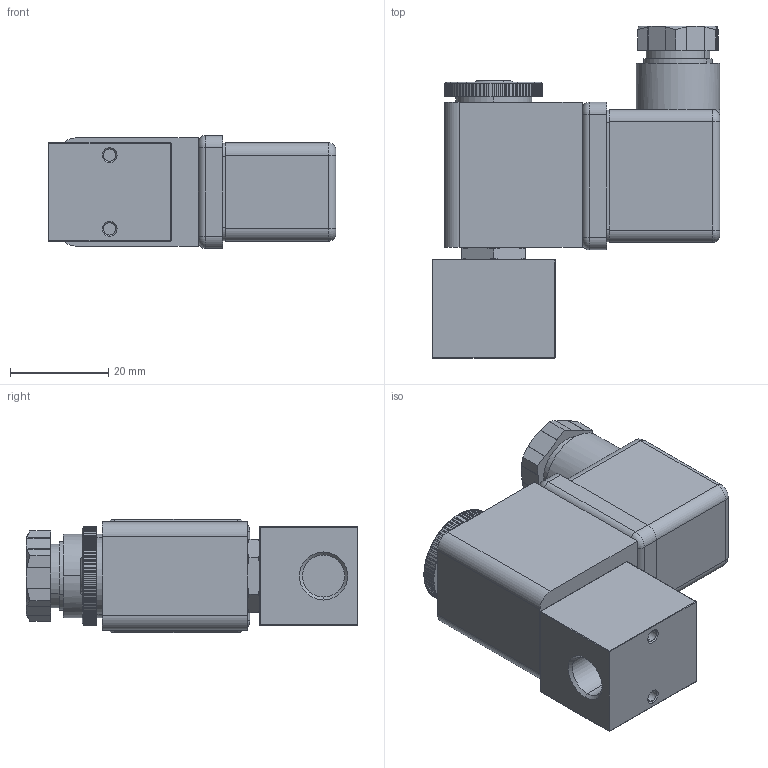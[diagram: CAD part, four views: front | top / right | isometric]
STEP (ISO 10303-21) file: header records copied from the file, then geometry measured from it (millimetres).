
FILE_DESCRIPTION (( 'STEP AP203' ), '1' );
FILE_NAME ('210.STEP', '2016-12-21T14:11:30', ( '' ), ( '' ), 'SwSTEP 2.0', 'SolidWorks 2015', '' );
FILE_SCHEMA (( 'CONFIG_CONTROL_DESIGN' ));
Length unit declared in the file: millimetre
Products named in the file (1): 210
Bounding box: 58.5 x 67.5 x 23 mm (x, y, z)
Volume: 56292 mm3; surface area: 25600.2 mm2
Topology: 21 solids, 21 shells, 818 faces, 1995 edges, 1230 vertices
Faces by surface type: plane 450, cylinder 273, cone 53, torus 28, sphere 8, bspline 6
Entity records: 28707 total; most frequent: CARTESIAN_POINT 9154, DIRECTION 4254, ORIENTED_EDGE 3958, EDGE_CURVE 1979, AXIS2_PLACEMENT_3D 1548, VERTEX_POINT 1230, VECTOR 1158, LINE 1158
